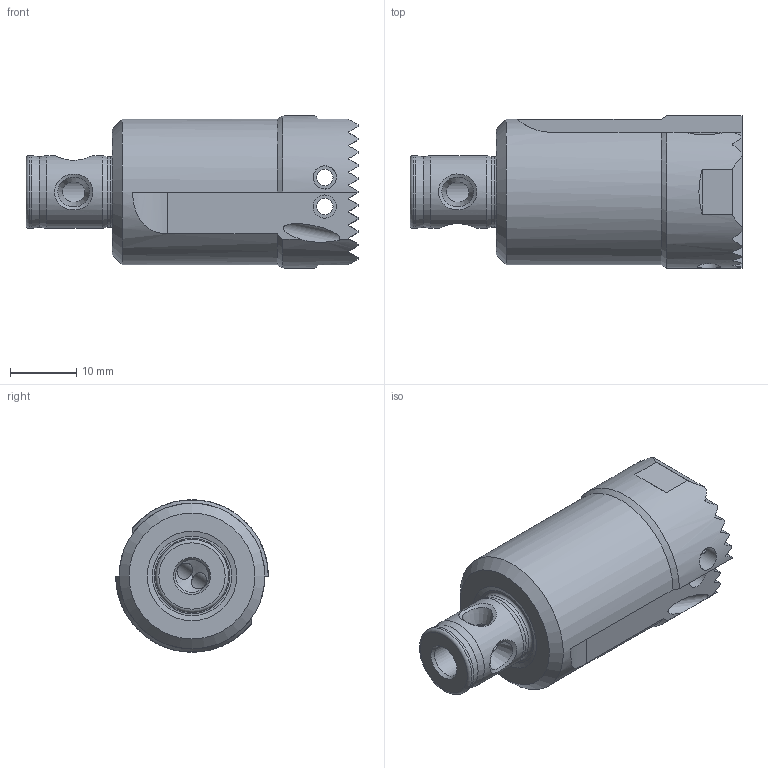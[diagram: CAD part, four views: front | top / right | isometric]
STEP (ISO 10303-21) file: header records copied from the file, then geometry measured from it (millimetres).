
FILE_DESCRIPTION(/* description */ (''),/* implementation_level */ '2;1');
FILE_NAME(/* name */ 'S11-TBH25-34.stp',/* time_stamp */ '2022-07-29T16:36:00+09:00',/* author */ ('eos'),/* organization */ (''),/* preprocessor_version */ 'ST-DEVELOPER v18.1',/* originating_system */ 'Autodesk Inventor 2022',/* authorisation */ '');
FILE_SCHEMA (('AUTOMOTIVE_DESIGN { 1 0 10303 214 3 1 1 }'));
Length unit declared in the file: millimetre
Products named in the file (1): S11-TBH25-34
Bounding box: 50.1 x 23 x 23 mm (x, y, z)
Volume: 13419.6 mm3; surface area: 5409.1 mm2
Topology: 1 solids, 1 shells, 150 faces, 440 edges, 291 vertices
Faces by surface type: plane 101, cylinder 30, cone 15, torus 2, bspline 2
Full cylindrical faces by diameter (mm): 2 x1, 2.459 x2, 2.5 x2, 3.242 x2, 3.5 x4, 4.3 x2, 5 x1, 10.6 x1, 11 x2, 22 x1
Entity records: 5634 total; most frequent: CARTESIAN_POINT 1466, DIRECTION 897, ORIENTED_EDGE 872, EDGE_CURVE 436, AXIS2_PLACEMENT_3D 350, VERTEX_POINT 291, LINE 197, VECTOR 197
